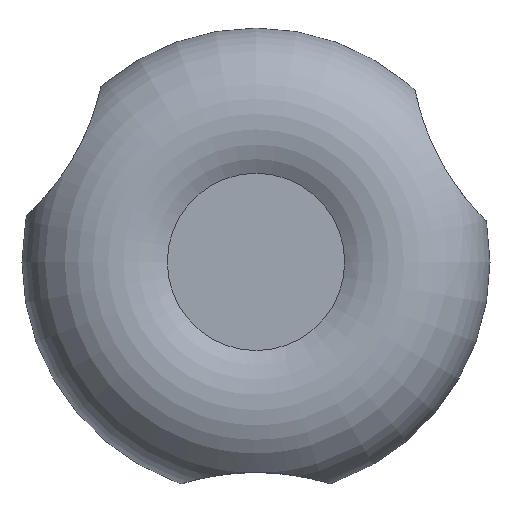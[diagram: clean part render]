
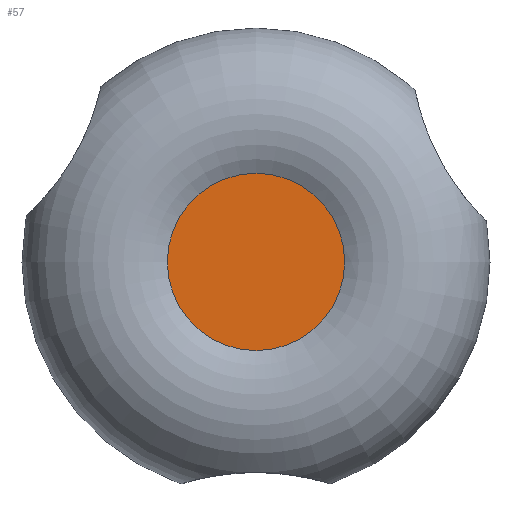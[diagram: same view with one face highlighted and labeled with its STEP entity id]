
A CAD part, top view. The second image highlights one B-rep face of the part: STEP entity #57.
In plain terms, the highlighted planar face has unit normal (0, 0, 1).
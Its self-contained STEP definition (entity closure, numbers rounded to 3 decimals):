
#57 = ADVANCED_FACE( '', ( #140 ), #141, .F. );
#140 = FACE_OUTER_BOUND( '', #262, .T. );
#141 = PLANE( '', #263 );
#262 = EDGE_LOOP( '', ( #378 ) );
#263 = AXIS2_PLACEMENT_3D( '', #379, #380, #381 );
#378 = ORIENTED_EDGE( '', *, *, #636, .T. );
#379 = CARTESIAN_POINT( '', ( 0., 5.683, 21. ) );
#380 = DIRECTION( '', ( 0., 0., -1. ) );
#381 = DIRECTION( '', ( -1., 0., 0. ) );
#636 = EDGE_CURVE( '', #732, #732, #733, .T. );
#732 = VERTEX_POINT( '', #875 );
#733 = CIRCLE( '', #876, 5.683 );
#875 = CARTESIAN_POINT( '', ( 5.683, 0., 21. ) );
#876 = AXIS2_PLACEMENT_3D( '', #1495, #1496, #1497 );
#1495 = CARTESIAN_POINT( '', ( 0., 0., 21. ) );
#1496 = DIRECTION( '', ( 0., 0., 1. ) );
#1497 = DIRECTION( '', ( 1., 0., 0. ) );
